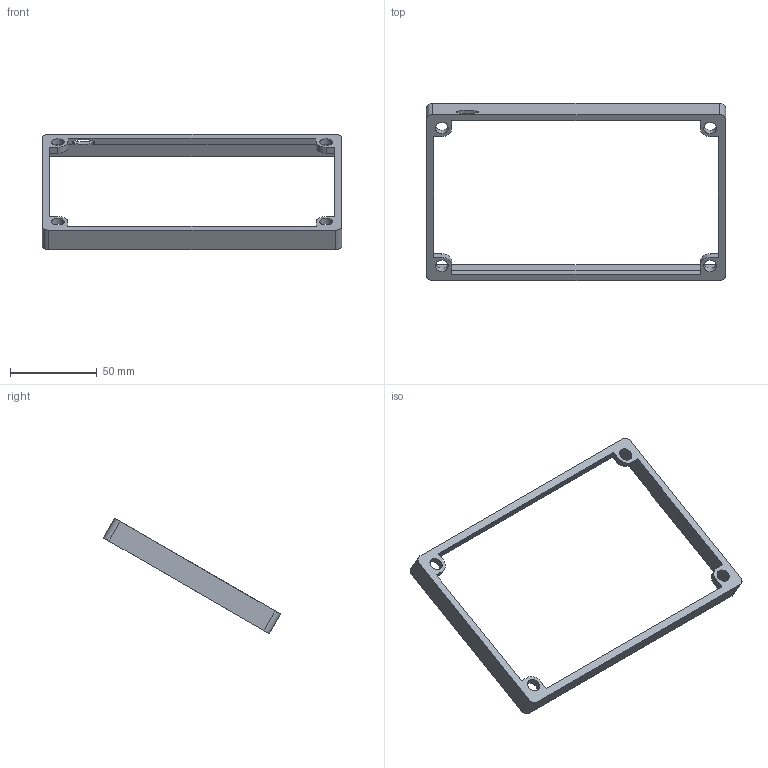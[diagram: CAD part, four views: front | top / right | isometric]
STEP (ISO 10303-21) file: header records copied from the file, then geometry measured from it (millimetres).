
FILE_DESCRIPTION(/* description */ ('STEP AP242','CAx-IF Rec.Pracs.---Representation and Presentation of Product Manufacturing Information (PMI)---4.0---2014-10-13','CAx-IF Rec.Pracs.---3D Tessellated Geometry---0.4---2014-09-14','2;1'),/* implementation_level */ '2;1');
FILE_NAME(/* name */ 'Part Studio 1 - Screen Frame',/* time_stamp */ '2025-11-06T14:30:00Z',/* author */ ('Jagrit Sachdev'),/* organization */ ('Zylon Labs'),/* preprocessor_version */ 'ST-DEVELOPER v20',/* originating_system */ 'ONSHAPE BY PTC INC, 1.192',/* authorisation */ 'Approved');
FILE_SCHEMA (('AP242_MANAGED_MODEL_BASED_3D_ENGINEERING_MIM_LF { 1 0 10303 442 1 1 4 }'));
Length unit declared in the file: metre
Products named in the file (1): Screen Frame
Bounding box: 172.6 x 102.11 x 66.46 mm (x, y, z)
Volume: 24893.9 mm3; surface area: 19729.7 mm2
Topology: 1 solids, 1 shells, 36 faces, 105 edges, 70 vertices
Faces by surface type: plane 23, cylinder 12, bspline 1
Full cylindrical faces by diameter (mm): 7.5 x4
Entity records: 1226 total; most frequent: CARTESIAN_POINT 226, ORIENTED_EDGE 198, DIRECTION 198, EDGE_CURVE 99, LINE 72, VECTOR 72, VERTEX_POINT 69, AXIS2_PLACEMENT_3D 63
